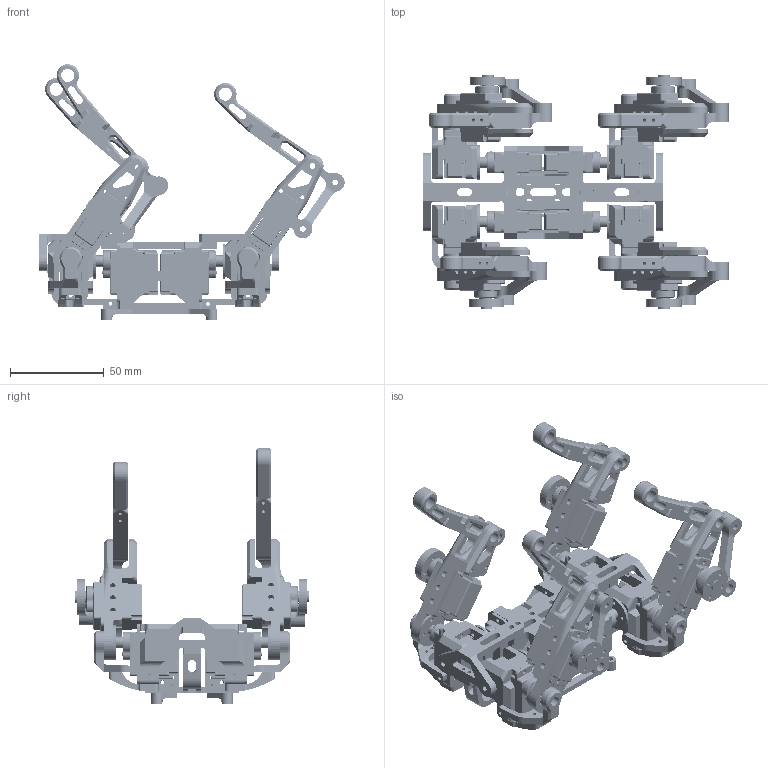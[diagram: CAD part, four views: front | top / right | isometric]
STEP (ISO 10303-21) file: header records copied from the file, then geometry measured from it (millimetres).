
FILE_DESCRIPTION(/* description */ (''),/* implementation_level */ '2;1');
FILE_NAME(/* name */ 'quadruped_bai_servo_assembly.stp',/* time_stamp */ '2022-02-06T22:04:05+08:00',/* author */ ('Shuang Peng'),/* organization */ (''),/* preprocessor_version */ 'ST-DEVELOPER v18',/* originating_system */ 'Autodesk Inventor 2020',/* authorisation */ '');
FILE_SCHEMA (('AUTOMOTIVE_DESIGN { 1 0 10303 214 3 1 1 }'));
Products named in the file (32): dog_tiny_ass1; leg_ass_1; servo_holder_1; leg_ass_1_1; leg_1; leg_2; leg_1_2; leg_link_1; leg_link-1; leg_tip; hip_joint_holder_1; hip_holder_2; servo_holder_1_MIR; Emax ES08A; leg_ass_1_MIR; servo_holder_1_MIR1; leg_ass_1_back_MIR; leg_1_MIR; leg_2_MIR; leg_1_2_MIR; leg_link_1_MIR; leg_link-1_MIR; leg_tip_MIR; hip_joint_holder_1_MIR; hip_holder_2_MIR; servo_holder_1_MIR_MIR; Emax ES08A_MIR; body_frame_1; joint_ab_holder; body_frame_2; body_bridge_1; pcb_holder
Assembly tree (60 placements, depth 3):
  dog_tiny_ass1
    leg_ass_1
      Emax ES08A  x3
      leg_1
      leg_2
      leg_1_2
      leg_link_1
      leg_link-1
      leg_tip
      servo_holder_1
      hip_joint_holder_1
      hip_holder_2
    leg_ass_1_1
      Emax ES08A  x3
      leg_1
      leg_2
      leg_1_2
      leg_link_1
      leg_link-1
      leg_tip
      hip_joint_holder_1
      hip_holder_2
      servo_holder_1_MIR
    leg_ass_1_MIR
      Emax ES08A_MIR  x3
      leg_1_MIR
      leg_2_MIR
      leg_1_2_MIR
      leg_link_1_MIR
      leg_link-1_MIR
      leg_tip_MIR
      servo_holder_1_MIR1
      hip_joint_holder_1_MIR
      hip_holder_2_MIR
    leg_ass_1_back_MIR
      Emax ES08A_MIR  x3
      leg_1_MIR
      leg_2_MIR
      leg_1_2_MIR
      leg_link_1_MIR
      leg_link-1_MIR
      leg_tip_MIR
      hip_joint_holder_1_MIR
      hip_holder_2_MIR
      servo_holder_1_MIR_MIR
    body_frame_1
    joint_ab_holder  x2
    body_frame_2
    body_bridge_1  x2
    pcb_holder  x2
Bounding box: 162.66 x 124.6 x 136.23 mm (x, y, z)
Volume: 212411.8 mm3; surface area: 143983 mm2
Topology: 56 solids, 56 shells, 4784 faces, 13267 edges, 8574 vertices
Faces by surface type: cylinder 2112, plane 2025, torus 276, bspline 259, cone 88, sphere 24
Full cylindrical faces by diameter (mm): 1.75 x48, 2 x278, 3 x92, 3.2 x8, 3.5 x4, 5 x4, 5.4 x16, 5.7 x4, 6 x26, 7 x4, 8 x8, 18.8 x12
Entity records: 66147 total; most frequent: CARTESIAN_POINT 14679, DIRECTION 10528, ORIENTED_EDGE 10460, EDGE_CURVE 5230, AXIS2_PLACEMENT_3D 3782, VERTEX_POINT 3433, LINE 2964, VECTOR 2964
